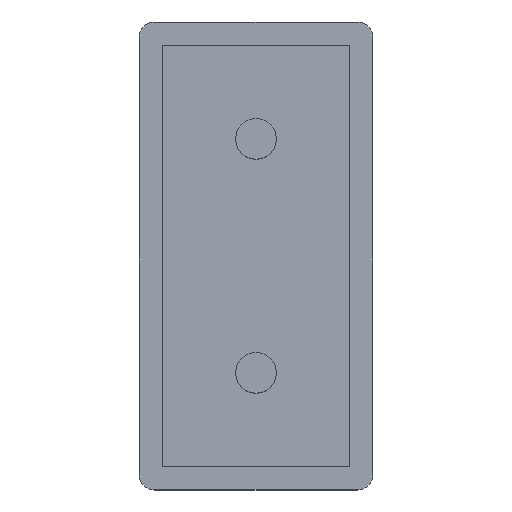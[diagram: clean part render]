
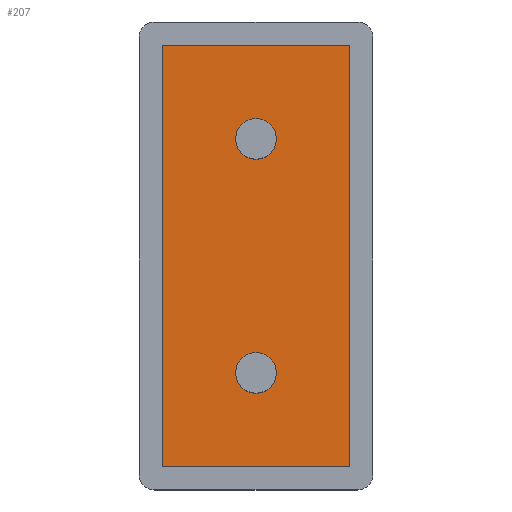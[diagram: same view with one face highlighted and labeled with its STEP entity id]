
A CAD part, top view. The second image highlights one B-rep face of the part: STEP entity #207.
In plain terms, the highlighted planar face has unit normal (0, 0, 1).
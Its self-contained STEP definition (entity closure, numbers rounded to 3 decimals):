
#207=ADVANCED_FACE('',(#235,#236,#237),#238,.T.);
#235=FACE_BOUND('',#294,.T.);
#236=FACE_BOUND('',#295,.T.);
#237=FACE_OUTER_BOUND('',#296,.T.);
#238=PLANE('',#297);
#294=EDGE_LOOP('',(#353));
#295=EDGE_LOOP('',(#354));
#296=EDGE_LOOP('',(#355,#356,#357,#358));
#297=AXIS2_PLACEMENT_3D('',#359,#360,#361);
#353=ORIENTED_EDGE('',*,*,#538,.F.);
#354=ORIENTED_EDGE('',*,*,#539,.F.);
#355=ORIENTED_EDGE('',*,*,#540,.T.);
#356=ORIENTED_EDGE('',*,*,#541,.T.);
#357=ORIENTED_EDGE('',*,*,#542,.T.);
#358=ORIENTED_EDGE('',*,*,#543,.T.);
#359=CARTESIAN_POINT('',(0.0,0.0,2.0));
#360=DIRECTION('',(0.0,0.0,1.0));
#361=DIRECTION('',(1.0,0.0,0.0));
#538=EDGE_CURVE('',#590,#590,#591,.T.);
#539=EDGE_CURVE('',#592,#592,#593,.T.);
#540=EDGE_CURVE('',#594,#595,#596,.T.);
#541=EDGE_CURVE('',#595,#597,#598,.T.);
#542=EDGE_CURVE('',#597,#599,#600,.T.);
#543=EDGE_CURVE('',#599,#594,#601,.T.);
#590=VERTEX_POINT('',#674);
#591=CIRCLE('',#675,2.6);
#592=VERTEX_POINT('',#676);
#593=CIRCLE('',#677,2.6);
#594=VERTEX_POINT('',#678);
#595=VERTEX_POINT('',#679);
#596=LINE('',#680,#681);
#597=VERTEX_POINT('',#682);
#598=LINE('',#683,#684);
#599=VERTEX_POINT('',#685);
#600=LINE('',#686,#687);
#601=LINE('',#688,#689);
#674=CARTESIAN_POINT('',(2.6,15.0,2.0));
#675=AXIS2_PLACEMENT_3D('',#790,#791,#792);
#676=CARTESIAN_POINT('',(2.6,-15.0,2.0));
#677=AXIS2_PLACEMENT_3D('',#793,#794,#795);
#678=CARTESIAN_POINT('',(-12.0,27.0,2.0));
#679=CARTESIAN_POINT('',(-12.0,-27.0,2.0));
#680=CARTESIAN_POINT('',(-12.0,0.,2.0));
#681=VECTOR('',#796,1.0);
#682=CARTESIAN_POINT('',(12.0,-27.0,2.0));
#683=CARTESIAN_POINT('',(0.0,-27.0,2.0));
#684=VECTOR('',#797,1.0);
#685=CARTESIAN_POINT('',(12.0,27.0,2.0));
#686=CARTESIAN_POINT('',(12.0,0.,2.0));
#687=VECTOR('',#798,1.0);
#688=CARTESIAN_POINT('',(0.,27.0,2.0));
#689=VECTOR('',#799,1.0);
#790=CARTESIAN_POINT('',(0.0,15.0,2.0));
#791=DIRECTION('',(0.0,0.0,1.0));
#792=DIRECTION('',(1.0,0.0,0.0));
#793=CARTESIAN_POINT('',(0.0,-15.0,2.0));
#794=DIRECTION('',(0.0,0.0,1.0));
#795=DIRECTION('',(1.0,0.0,0.0));
#796=DIRECTION('',(0.,-1.0,0.0));
#797=DIRECTION('',(1.0,0.0,0.0));
#798=DIRECTION('',(0.,1.0,0.0));
#799=DIRECTION('',(-1.0,0.,0.0));
